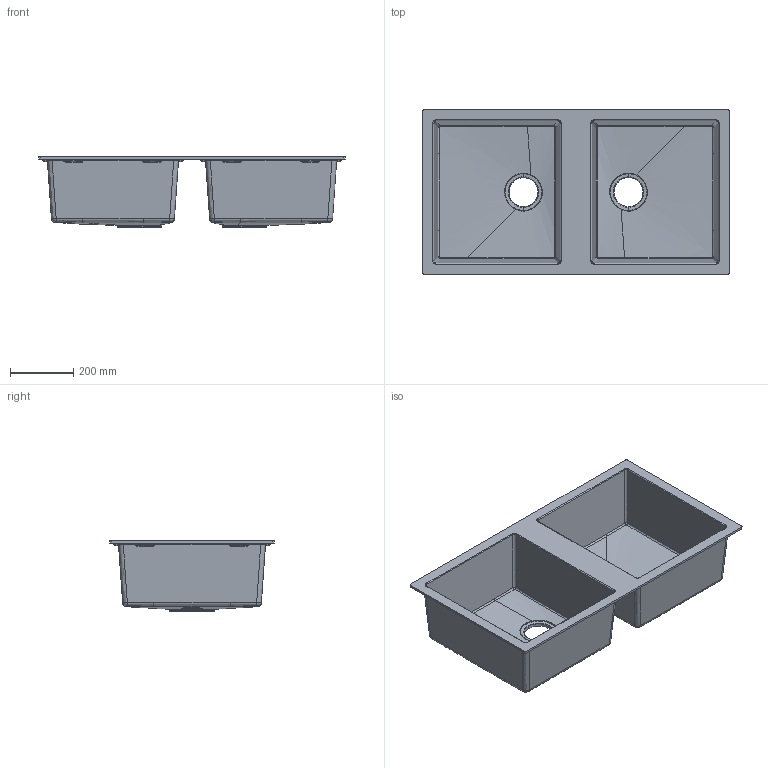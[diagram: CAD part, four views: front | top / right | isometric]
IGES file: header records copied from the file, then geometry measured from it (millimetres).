
Global section: file name: K005butunevye.igs; preprocessor: I-DEAS 3D IGES Translator 14; date: 20230607.202305; units: millimetre
Bounding box: 970.97 x 520.52 x 222.72 mm (x, y, z)
Volume: 8951410.1 mm3; surface area: 2235822.3 mm2
Topology: 1 solids, 1 shells, 1710 faces, 4360 edges, 2556 vertices
Faces by surface type: bspline 1710
